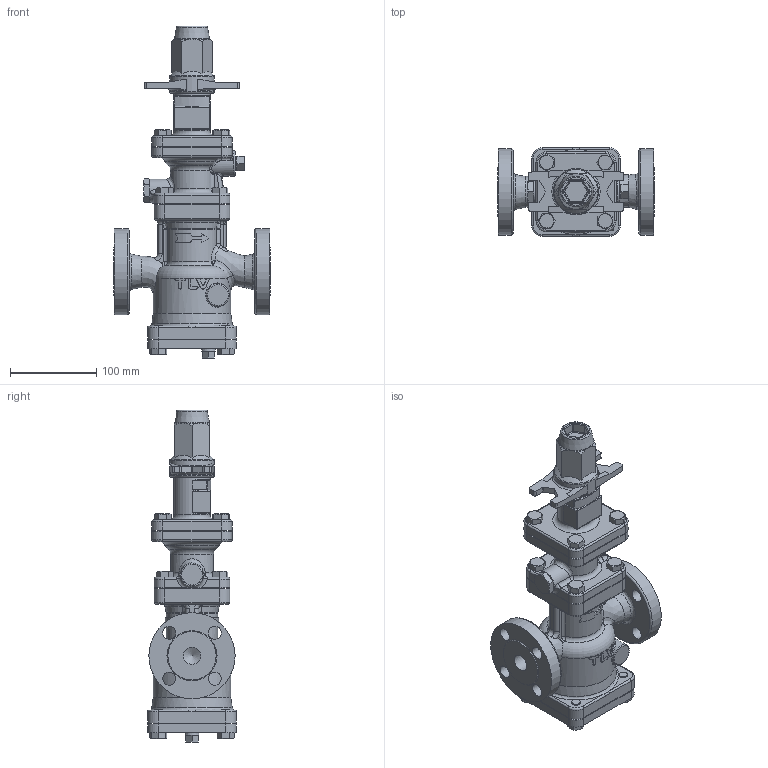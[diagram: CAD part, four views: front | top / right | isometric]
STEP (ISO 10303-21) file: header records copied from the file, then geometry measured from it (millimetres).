
FILE_DESCRIPTION(/* description */ (''),/* implementation_level */ '2;1');
FILE_NAME(/* name */ 'acosr-020-jis20-00.stp',/* time_stamp */ '2017-11-15T17:17:24+09:00',/* author */ ('nakaot'),/* organization */ ('株式会社テイエルブイ'),/* preprocessor_version */ 'ST-DEVELOPER v15.6',/* originating_system */ 'Autodesk Inventor 2015',/* authorisation */ '');
FILE_SCHEMA (('CONFIG_CONTROL_DESIGN'));
Length unit declared in the file: millimetre
Products named in the file (1): acosr-020-jis20-00
Bounding box: 182 x 103 x 385 mm (x, y, z)
Volume: 1990598 mm3; surface area: 227453.9 mm2
Topology: 1 solids, 1 shells, 731 faces, 1800 edges, 1087 vertices
Faces by surface type: plane 268, cylinder 189, bspline 127, torus 67, cone 60, sphere 20
Full cylindrical faces by diameter (mm): 10 x20, 12 x12, 15 x8, 20 x2, 26 x1, 42 x1, 52 x1, 60 x1, 70 x1, 80 x1, 90 x1, 100 x2
Entity records: 33592 total; most frequent: CARTESIAN_POINT 17953, ORIENTED_EDGE 3308, DIRECTION 3006, EDGE_CURVE 1654, AXIS2_PLACEMENT_3D 1203, VERTEX_POINT 1060, EDGE_LOOP 904, FACE_OUTER_BOUND 730
